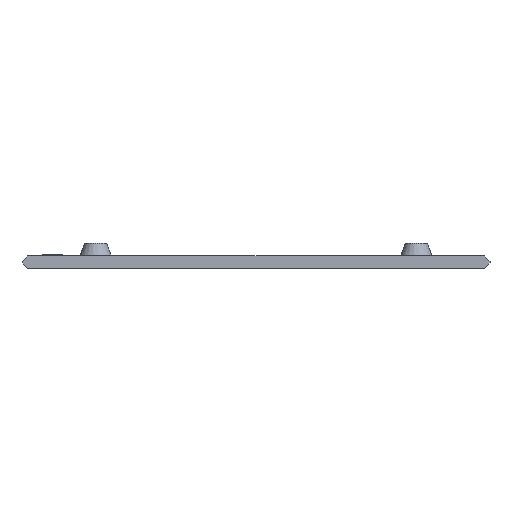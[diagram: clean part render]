
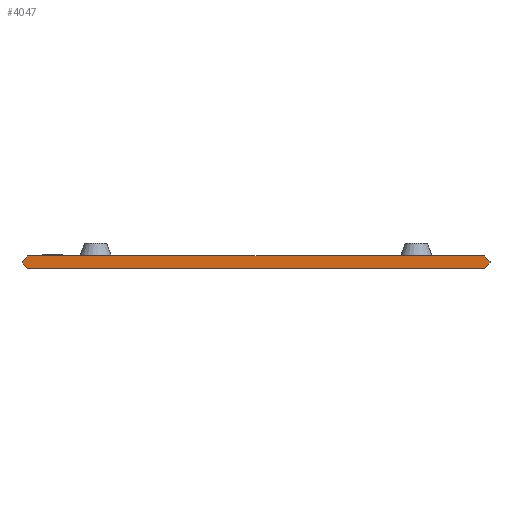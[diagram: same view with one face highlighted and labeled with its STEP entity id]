
A CAD part, front view. The second image highlights one B-rep face of the part: STEP entity #4047.
In plain terms, the highlighted planar face has unit normal (0, -1, 0).
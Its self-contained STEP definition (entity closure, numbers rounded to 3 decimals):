
#347=PLANE('',#4255);
#548=FACE_OUTER_BOUND('',#813,.T.);
#813=EDGE_LOOP('',(#3825,#3826,#3827,#3828,#3829,#3830,#3831,#3832));
#1171=LINE('',#5847,#1628);
#1174=LINE('',#5852,#1631);
#1176=LINE('',#5872,#1633);
#1178=LINE('',#5876,#1635);
#1263=LINE('',#6887,#1720);
#1265=LINE('',#6891,#1722);
#1270=LINE('',#6910,#1727);
#1271=LINE('',#6911,#1728);
#1628=VECTOR('',#4887,10.);
#1631=VECTOR('',#4892,10.);
#1633=VECTOR('',#4912,10.);
#1635=VECTOR('',#4916,10.);
#1720=VECTOR('',#5071,10.);
#1722=VECTOR('',#5075,10.);
#1727=VECTOR('',#5098,10.);
#1728=VECTOR('',#5099,10.);
#2010=VERTEX_POINT('',#5844);
#2011=VERTEX_POINT('',#5846);
#2012=VERTEX_POINT('',#5850);
#2021=VERTEX_POINT('',#5870);
#2022=VERTEX_POINT('',#5874);
#2133=VERTEX_POINT('',#6885);
#2134=VERTEX_POINT('',#6889);
#2139=VERTEX_POINT('',#6909);
#2507=EDGE_CURVE('',#2011,#2010,#1171,.T.);
#2510=EDGE_CURVE('',#2010,#2012,#1174,.T.);
#2520=EDGE_CURVE('',#2012,#2021,#1176,.T.);
#2522=EDGE_CURVE('',#2021,#2022,#1178,.T.);
#2693=EDGE_CURVE('',#2022,#2133,#1263,.T.);
#2695=EDGE_CURVE('',#2133,#2134,#1265,.T.);
#2704=EDGE_CURVE('',#2134,#2139,#1270,.T.);
#2705=EDGE_CURVE('',#2139,#2011,#1271,.T.);
#3825=ORIENTED_EDGE('',*,*,#2695,.T.);
#3826=ORIENTED_EDGE('',*,*,#2704,.T.);
#3827=ORIENTED_EDGE('',*,*,#2705,.T.);
#3828=ORIENTED_EDGE('',*,*,#2507,.T.);
#3829=ORIENTED_EDGE('',*,*,#2510,.T.);
#3830=ORIENTED_EDGE('',*,*,#2520,.T.);
#3831=ORIENTED_EDGE('',*,*,#2522,.T.);
#3832=ORIENTED_EDGE('',*,*,#2693,.T.);
#4047=ADVANCED_FACE('',(#548),#347,.T.);
#4255=AXIS2_PLACEMENT_3D('',#6908,#5096,#5097);
#4887=DIRECTION('',(0.707,0.,-0.707));
#4892=DIRECTION('',(1.,0.,0.));
#4912=DIRECTION('',(0.707,0.,0.707));
#4916=DIRECTION('',(0.,0.,1.));
#5071=DIRECTION('',(-0.707,0.,0.707));
#5075=DIRECTION('',(-1.,0.,0.));
#5096=DIRECTION('center_axis',(0.,-1.,0.));
#5097=DIRECTION('ref_axis',(0.,0.,-1.));
#5098=DIRECTION('',(-0.707,0.,-0.707));
#5099=DIRECTION('',(0.,0.,-1.));
#5844=CARTESIAN_POINT('',(-72.5,-15.,-2.));
#5846=CARTESIAN_POINT('',(-74.3,-15.,-0.2));
#5847=CARTESIAN_POINT('',(-74.3,-15.,-0.2));
#5850=CARTESIAN_POINT('',(72.5,-15.,-2.));
#5852=CARTESIAN_POINT('',(72.5,-15.,-2.));
#5870=CARTESIAN_POINT('',(74.3,-15.,-0.2));
#5872=CARTESIAN_POINT('',(74.3,-15.,-0.2));
#5874=CARTESIAN_POINT('',(74.3,-15.,0.2));
#5876=CARTESIAN_POINT('',(74.3,-15.,0.2));
#6885=CARTESIAN_POINT('',(72.5,-15.,2.));
#6887=CARTESIAN_POINT('',(72.5,-15.,2.));
#6889=CARTESIAN_POINT('',(-72.5,-15.,2.));
#6891=CARTESIAN_POINT('',(-72.5,-15.,2.));
#6908=CARTESIAN_POINT('Origin',(0.,-15.,0.));
#6909=CARTESIAN_POINT('',(-74.3,-15.,0.2));
#6910=CARTESIAN_POINT('',(-72.5,-15.,2.));
#6911=CARTESIAN_POINT('',(-74.3,-15.,0.));
